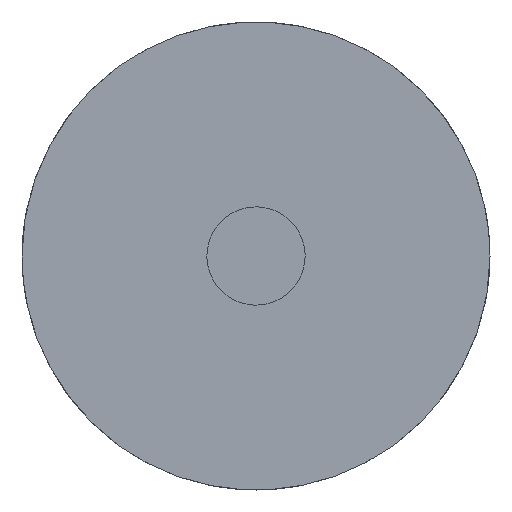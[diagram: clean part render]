
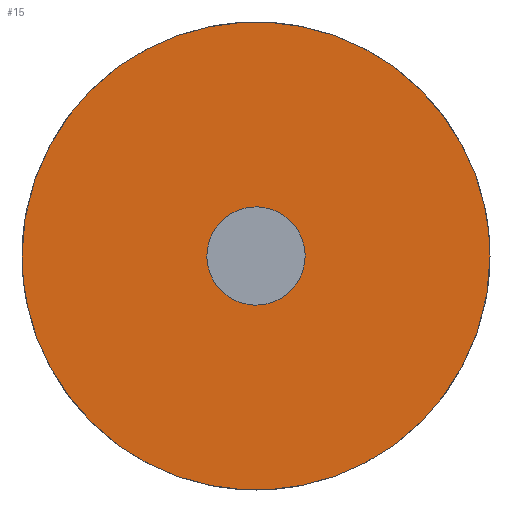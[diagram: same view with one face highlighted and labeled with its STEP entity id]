
A CAD part, front view. The second image highlights one B-rep face of the part: STEP entity #15.
In plain terms, the highlighted planar face has unit normal (0, -1, 0).
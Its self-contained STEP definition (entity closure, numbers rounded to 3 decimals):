
#15=ADVANCED_FACE('',(#36,#34),#267,.T.);
#34=FACE_BOUND('',#56,.T.);
#36=FACE_OUTER_BOUND('',#55,.T.);
#55=EDGE_LOOP('',(#76,#77));
#56=EDGE_LOOP('',(#78,#79));
#76=ORIENTED_EDGE('',*,*,#187,.F.);
#77=ORIENTED_EDGE('',*,*,#156,.F.);
#78=ORIENTED_EDGE('',*,*,#169,.T.);
#79=ORIENTED_EDGE('',*,*,#190,.T.);
#156=EDGE_CURVE('',#226,#245,#196,.T.);
#169=EDGE_CURVE('',#235,#247,#206,.T.);
#187=EDGE_CURVE('',#245,#226,#219,.T.);
#190=EDGE_CURVE('',#247,#235,#222,.T.);
#196=(
BOUNDED_CURVE()
B_SPLINE_CURVE(2,(#521,#522,#523,#524,#525),.UNSPECIFIED.,.F.,.F.)
B_SPLINE_CURVE_WITH_KNOTS((3,2,3),(-62.832,-47.124,
-31.416),.UNSPECIFIED.)
CURVE()
GEOMETRIC_REPRESENTATION_ITEM()
RATIONAL_B_SPLINE_CURVE((1.,0.707,1.,0.707,1.))
REPRESENTATION_ITEM('')
);
#206=(
BOUNDED_CURVE()
B_SPLINE_CURVE(2,(#563,#564,#565,#566,#567),.UNSPECIFIED.,.F.,.F.)
B_SPLINE_CURVE_WITH_KNOTS((3,2,3),(-13.195,-9.896,
-6.597),.UNSPECIFIED.)
CURVE()
GEOMETRIC_REPRESENTATION_ITEM()
RATIONAL_B_SPLINE_CURVE((1.,0.707,1.,0.707,1.))
REPRESENTATION_ITEM('')
);
#219=(
BOUNDED_CURVE()
B_SPLINE_CURVE(2,(#623,#624,#625,#626,#627),.UNSPECIFIED.,.F.,.F.)
B_SPLINE_CURVE_WITH_KNOTS((3,2,3),(-31.416,-15.708,0.),
 .UNSPECIFIED.)
CURVE()
GEOMETRIC_REPRESENTATION_ITEM()
RATIONAL_B_SPLINE_CURVE((1.,0.707,1.,0.707,1.))
REPRESENTATION_ITEM('')
);
#222=(
BOUNDED_CURVE()
B_SPLINE_CURVE(2,(#633,#634,#635,#636,#637),.UNSPECIFIED.,.F.,.F.)
B_SPLINE_CURVE_WITH_KNOTS((3,2,3),(-6.597,-3.299,
0.),.UNSPECIFIED.)
CURVE()
GEOMETRIC_REPRESENTATION_ITEM()
RATIONAL_B_SPLINE_CURVE((1.,0.707,1.,0.707,1.))
REPRESENTATION_ITEM('')
);
#226=VERTEX_POINT('',#496);
#235=VERTEX_POINT('',#505);
#245=VERTEX_POINT('',#515);
#247=VERTEX_POINT('',#517);
#267=PLANE('',#309);
#309=AXIS2_PLACEMENT_3D('',#333,#316,$);
#316=DIRECTION('',(0.,-1.,0.));
#333=CARTESIAN_POINT('',(-77.279,0.,-12.5));
#496=CARTESIAN_POINT('',(-79.779,0.,0.));
#505=CARTESIAN_POINT('',(-87.679,0.,0.));
#515=CARTESIAN_POINT('',(-99.779,0.,0.));
#517=CARTESIAN_POINT('',(-91.879,0.,0.));
#521=CARTESIAN_POINT('',(-79.779,0.,0.));
#522=CARTESIAN_POINT('',(-79.779,0.,-10.));
#523=CARTESIAN_POINT('',(-89.779,0.,-10.));
#524=CARTESIAN_POINT('',(-99.779,0.,-10.));
#525=CARTESIAN_POINT('',(-99.779,0.,0.));
#563=CARTESIAN_POINT('',(-87.679,0.,0.));
#564=CARTESIAN_POINT('',(-87.679,0.,-2.1));
#565=CARTESIAN_POINT('',(-89.779,0.,-2.1));
#566=CARTESIAN_POINT('',(-91.879,0.,-2.1));
#567=CARTESIAN_POINT('',(-91.879,0.,0.));
#623=CARTESIAN_POINT('',(-99.779,0.,0.));
#624=CARTESIAN_POINT('',(-99.779,0.,10.));
#625=CARTESIAN_POINT('',(-89.779,0.,10.));
#626=CARTESIAN_POINT('',(-79.779,0.,10.));
#627=CARTESIAN_POINT('',(-79.779,0.,0.));
#633=CARTESIAN_POINT('',(-91.879,0.,0.));
#634=CARTESIAN_POINT('',(-91.879,0.,2.1));
#635=CARTESIAN_POINT('',(-89.779,0.,2.1));
#636=CARTESIAN_POINT('',(-87.679,0.,2.1));
#637=CARTESIAN_POINT('',(-87.679,0.,0.));
